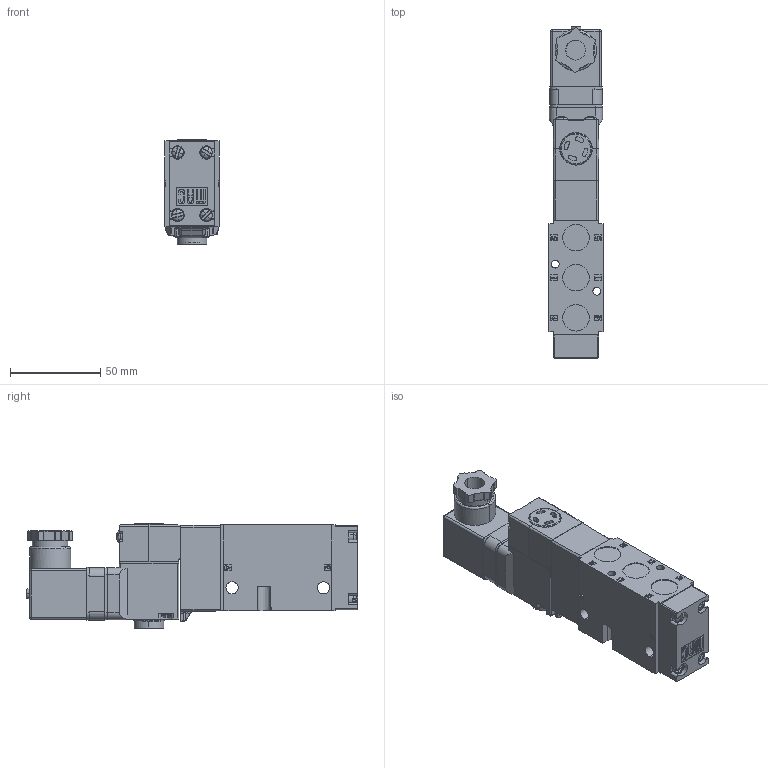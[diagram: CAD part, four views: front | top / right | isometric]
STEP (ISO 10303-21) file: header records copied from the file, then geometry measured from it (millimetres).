
FILE_DESCRIPTION((''),'2;1');
FILE_NAME('ILCP7101200','2006-11-28T',('KR'),(''),'PRO/ENGINEER BY PARAMETRIC TECHNOLOGY CORPORATION, 2005180','PRO/ENGINEER BY PARAMETRIC TECHNOLOGY CORPORATION, 2005180','');
FILE_SCHEMA(('AUTOMOTIVE_DESIGN_CC2 { 1 2 10303 214 -1 1 5 2 }'));
Length unit declared in the file: inch
Products named in the file (1): ILCP7101200
Bounding box: 30 x 184.1 x 57.7 mm (x, y, z)
Volume: 211552.5 mm3; surface area: 41935.1 mm2
Topology: 2 solids, 2 shells, 1292 faces, 3462 edges, 2270 vertices
Faces by surface type: plane 759, cylinder 278, extrusion 158, bspline 29, sphere 22, torus 20, revolution 16, cone 10
Entity records: 50739 total; most frequent: CARTESIAN_POINT 18686, ORIENTED_EDGE 6908, DIRECTION 6019, EDGE_CURVE 3454, VECTOR 2403, VERTEX_POINT 2270, LINE 2245, AXIS2_PLACEMENT_3D 1800
